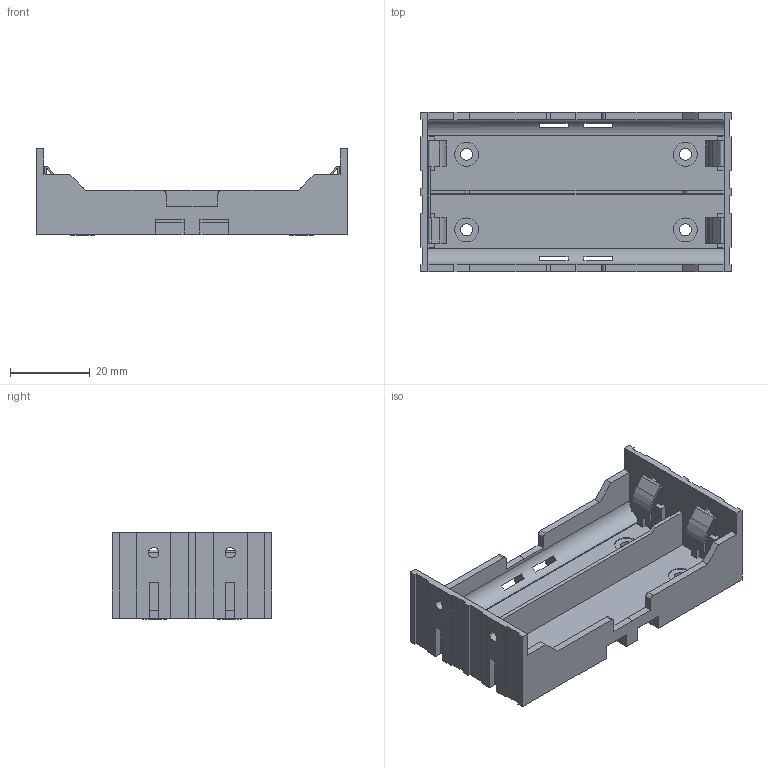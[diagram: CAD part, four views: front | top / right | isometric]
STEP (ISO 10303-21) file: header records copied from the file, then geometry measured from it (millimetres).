
FILE_DESCRIPTION(('CATIA V5 STEP Exchange'),'2;1');
FILE_NAME('Boitier 18650 2 accus.stp','2018-06-02T23:19:53+00:00',('none'),('none'),'CATIA Version 5 Release 19 GA (IN-10)','CATIA V5 STEP AP203','none');
FILE_SCHEMA(('CONFIG_CONTROL_DESIGN'));
Length unit declared in the file: millimetre
Products named in the file (1): Coupleur 18650 2 accus
Bounding box: 78 x 40 x 21.8 mm (x, y, z)
Volume: 12362.4 mm3; surface area: 15567.7 mm2
Topology: 1 solids, 1 shells, 254 faces, 754 edges, 496 vertices
Faces by surface type: plane 196, cylinder 50, extrusion 8
Entity records: 7922 total; most frequent: CARTESIAN_POINT 1651, ORIENTED_EDGE 1508, DIRECTION 938, EDGE_CURVE 754, VECTOR 602, LINE 594, VERTEX_POINT 496, EDGE_LOOP 282
